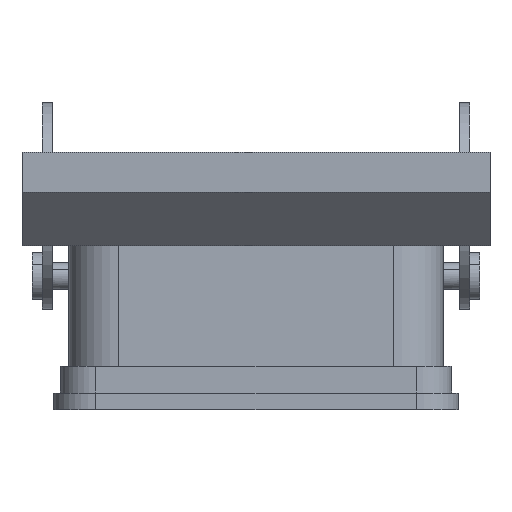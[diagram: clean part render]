
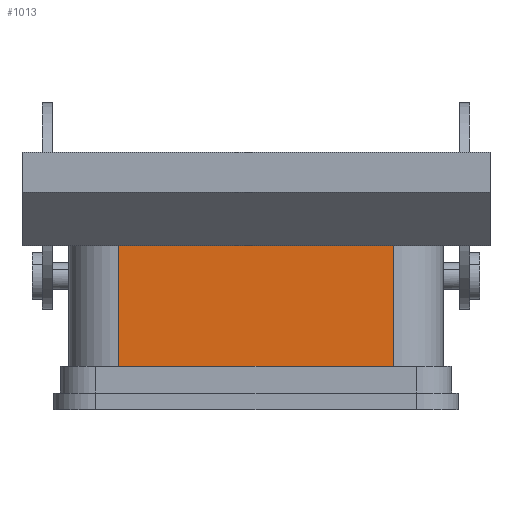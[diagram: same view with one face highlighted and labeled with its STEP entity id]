
A CAD part, front view. The second image highlights one B-rep face of the part: STEP entity #1013.
In plain terms, the highlighted planar face has unit normal (0, -1, 0).
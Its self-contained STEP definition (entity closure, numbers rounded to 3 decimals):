
#986=AXIS2_PLACEMENT_3D('Plane Axis2P3D',#983,#984,#985) ;
#957=CARTESIAN_POINT('Line Origine',(14.5,24.8,13.5)) ;
#961=CARTESIAN_POINT('Vertex',(14.5,24.8,6.5)) ;
#963=CARTESIAN_POINT('Vertex',(14.5,24.8,30.)) ;
#983=CARTESIAN_POINT('Axis2P3D Location',(7.,24.8,24.5)) ;
#988=CARTESIAN_POINT('Line Origine',(35.,24.8,6.5)) ;
#992=CARTESIAN_POINT('Vertex',(55.5,24.8,6.5)) ;
#995=CARTESIAN_POINT('Line Origine',(55.5,24.8,18.25)) ;
#999=CARTESIAN_POINT('Vertex',(55.5,24.8,30.)) ;
#1002=CARTESIAN_POINT('Line Origine',(35.,24.8,30.)) ;
#958=DIRECTION('Vector Direction',(0.,0.,-1.)) ;
#984=DIRECTION('Axis2P3D Direction',(0.,1.,0.)) ;
#985=DIRECTION('Axis2P3D XDirection',(1.,0.,0.)) ;
#989=DIRECTION('Vector Direction',(1.,0.,0.)) ;
#996=DIRECTION('Vector Direction',(0.,0.,1.)) ;
#1003=DIRECTION('Vector Direction',(1.,0.,0.)) ;
#959=VECTOR('Line Direction',#958,1.) ;
#990=VECTOR('Line Direction',#989,1.) ;
#997=VECTOR('Line Direction',#996,1.) ;
#1004=VECTOR('Line Direction',#1003,1.) ;
#1008=ORIENTED_EDGE('',*,*,#994,.T.) ;
#1009=ORIENTED_EDGE('',*,*,#1001,.T.) ;
#1010=ORIENTED_EDGE('',*,*,#1006,.F.) ;
#1011=ORIENTED_EDGE('',*,*,#965,.F.) ;
#1013=ADVANCED_FACE('Housing',(#1012),#987,.F.) ;
#965=EDGE_CURVE('',#962,#964,#960,.F.) ;
#994=EDGE_CURVE('',#962,#993,#991,.T.) ;
#1001=EDGE_CURVE('',#993,#1000,#998,.T.) ;
#1006=EDGE_CURVE('',#964,#1000,#1005,.T.) ;
#1007=EDGE_LOOP('',(#1008,#1009,#1010,#1011)) ;
#1012=FACE_OUTER_BOUND('',#1007,.T.) ;
#960=LINE('Line',#957,#959) ;
#991=LINE('Line',#988,#990) ;
#998=LINE('Line',#995,#997) ;
#1005=LINE('Line',#1002,#1004) ;
#987=PLANE('',#986) ;
#962=VERTEX_POINT('',#961) ;
#964=VERTEX_POINT('',#963) ;
#993=VERTEX_POINT('',#992) ;
#1000=VERTEX_POINT('',#999) ;
